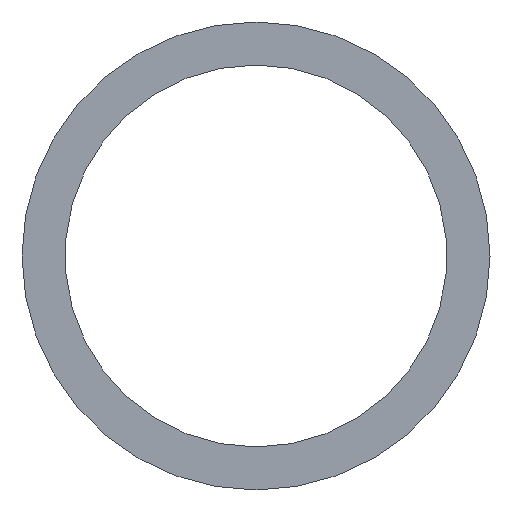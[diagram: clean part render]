
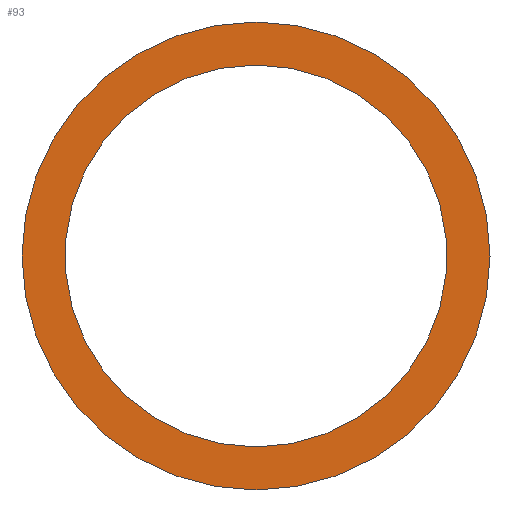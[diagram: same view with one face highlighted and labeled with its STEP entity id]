
A CAD part, left-side view. The second image highlights one B-rep face of the part: STEP entity #93.
In plain terms, the highlighted planar face has unit normal (-1, 0, 0).
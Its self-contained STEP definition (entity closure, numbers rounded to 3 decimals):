
#51 = EDGE_CURVE( '', #83, #101, #121, .T. );
#55 = EDGE_CURVE( '', #85, #71, #127, .T. );
#65 = EDGE_CURVE( '', #101, #83, #138, .T. );
#69 = EDGE_CURVE( '', #71, #85, #142, .T. );
#71 = VERTEX_POINT( '', #144 );
#83 = VERTEX_POINT( '', #156 );
#85 = VERTEX_POINT( '', #158 );
#93 = ADVANCED_FACE( '', ( #167, #168 ), #169, .F. );
#101 = VERTEX_POINT( '', #178 );
#121 = CIRCLE( '', #190, 10.2 );
#127 = CIRCLE( '', #197, 12.5 );
#138 = CIRCLE( '', #212, 10.2 );
#142 = CIRCLE( '', #218, 12.5 );
#144 = CARTESIAN_POINT( '', ( 0., 0., 12.5 ) );
#156 = CARTESIAN_POINT( '', ( 0., 0., -10.2 ) );
#158 = CARTESIAN_POINT( '', ( 0., 0., -12.5 ) );
#167 = FACE_OUTER_BOUND( '', #250, .T. );
#168 = FACE_BOUND( '', #251, .T. );
#169 = PLANE( '', #252 );
#178 = CARTESIAN_POINT( '', ( 0., 0., 10.2 ) );
#190 = AXIS2_PLACEMENT_3D( '', #266, #267, #268 );
#197 = AXIS2_PLACEMENT_3D( '', #277, #278, #279 );
#212 = AXIS2_PLACEMENT_3D( '', #292, #293, #294 );
#218 = AXIS2_PLACEMENT_3D( '', #298, #299, #300 );
#250 = EDGE_LOOP( '', ( #320, #321 ) );
#251 = EDGE_LOOP( '', ( #322, #323 ) );
#252 = AXIS2_PLACEMENT_3D( '', #324, #325, #326 );
#266 = CARTESIAN_POINT( '', ( 0., 0., 0. ) );
#267 = DIRECTION( '', ( 1., 0., 0. ) );
#268 = DIRECTION( '', ( 0., 0., -1. ) );
#277 = CARTESIAN_POINT( '', ( 0., 0., 0. ) );
#278 = DIRECTION( '', ( 1., 0., 0. ) );
#279 = DIRECTION( '', ( 0., 0., -1. ) );
#292 = CARTESIAN_POINT( '', ( 0., 0., 0. ) );
#293 = DIRECTION( '', ( 1., 0., 0. ) );
#294 = DIRECTION( '', ( 0., 0., -1. ) );
#298 = CARTESIAN_POINT( '', ( 0., 0., 0. ) );
#299 = DIRECTION( '', ( 1., 0., 0. ) );
#300 = DIRECTION( '', ( 0., 0., -1. ) );
#320 = ORIENTED_EDGE( '', *, *, #55, .F. );
#321 = ORIENTED_EDGE( '', *, *, #69, .F. );
#322 = ORIENTED_EDGE( '', *, *, #51, .T. );
#323 = ORIENTED_EDGE( '', *, *, #65, .T. );
#324 = CARTESIAN_POINT( '', ( 0., 0., 0. ) );
#325 = DIRECTION( '', ( 1., 0., 0. ) );
#326 = DIRECTION( '', ( 0., 0., -1. ) );
